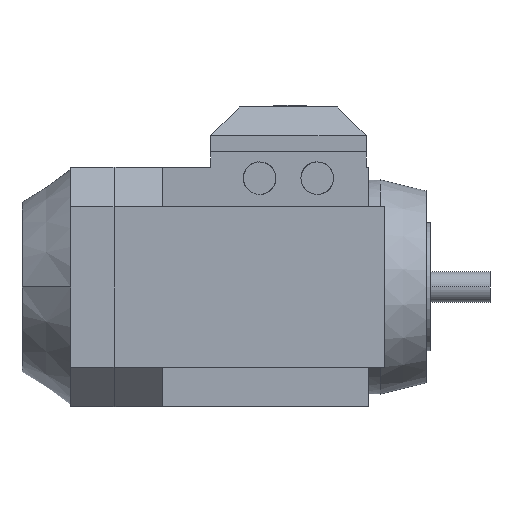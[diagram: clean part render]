
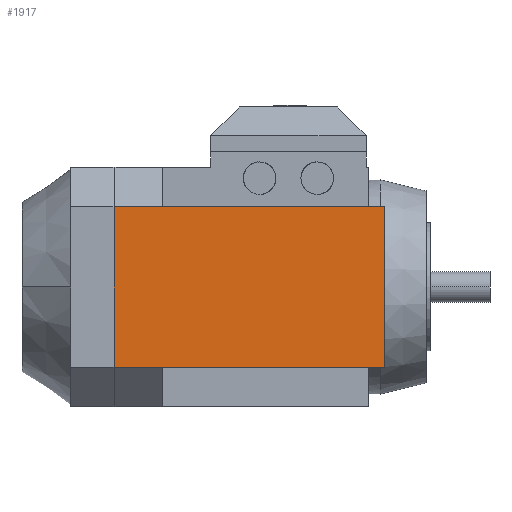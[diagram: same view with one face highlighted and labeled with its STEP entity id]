
A CAD part, left-side view. The second image highlights one B-rep face of the part: STEP entity #1917.
In plain terms, the highlighted planar face has unit normal (-1, 0, 0).
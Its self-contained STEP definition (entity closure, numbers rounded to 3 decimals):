
#234=PLANE('',#6239);
#1917=ADVANCED_FACE('',(#2081),#234,.T.);
#2081=FACE_OUTER_BOUND('',#2280,.T.);
#2280=EDGE_LOOP('',(#4084,#4085,#4086,#4087));
#2678=LINE('',#9538,#3286);
#2679=LINE('',#9541,#3287);
#2680=LINE('',#9543,#3288);
#2681=LINE('',#9545,#3289);
#3286=VECTOR('',#6971,1.);
#3287=VECTOR('',#6972,1.);
#3288=VECTOR('',#6973,1.);
#3289=VECTOR('',#6974,1.);
#4084=ORIENTED_EDGE('',*,*,#5680,.T.);
#4085=ORIENTED_EDGE('',*,*,#5681,.T.);
#4086=ORIENTED_EDGE('',*,*,#5682,.T.);
#4087=ORIENTED_EDGE('',*,*,#5683,.T.);
#4882=VERTEX_POINT('',#9539);
#4883=VERTEX_POINT('',#9540);
#4884=VERTEX_POINT('',#9542);
#4885=VERTEX_POINT('',#9544);
#5680=EDGE_CURVE('',#4882,#4883,#2678,.T.);
#5681=EDGE_CURVE('',#4883,#4884,#2679,.T.);
#5682=EDGE_CURVE('',#4884,#4885,#2680,.T.);
#5683=EDGE_CURVE('',#4885,#4882,#2681,.T.);
#6239=AXIS2_PLACEMENT_3D('',#9546,#6975,#6976);
#6971=DIRECTION('',(0.,0.,1.));
#6972=DIRECTION('',(0.,1.,0.));
#6973=DIRECTION('',(0.,0.,-1.));
#6974=DIRECTION('',(0.,-1.,0.));
#6975=DIRECTION('',(-1.,0.,0.));
#6976=DIRECTION('',(0.,0.,1.));
#9538=CARTESIAN_POINT('',(-74.75,-169.,-50.054));
#9539=CARTESIAN_POINT('',(-74.75,-169.,-50.054));
#9540=CARTESIAN_POINT('',(-74.75,-169.,50.054));
#9541=CARTESIAN_POINT('',(-74.75,-169.,50.054));
#9542=CARTESIAN_POINT('',(-74.75,0.,50.054));
#9543=CARTESIAN_POINT('',(-74.75,0.,-50.054));
#9544=CARTESIAN_POINT('',(-74.75,0.,-50.054));
#9545=CARTESIAN_POINT('',(-74.75,-169.,-50.054));
#9546=CARTESIAN_POINT('',(-74.75,-169.,-50.054));
